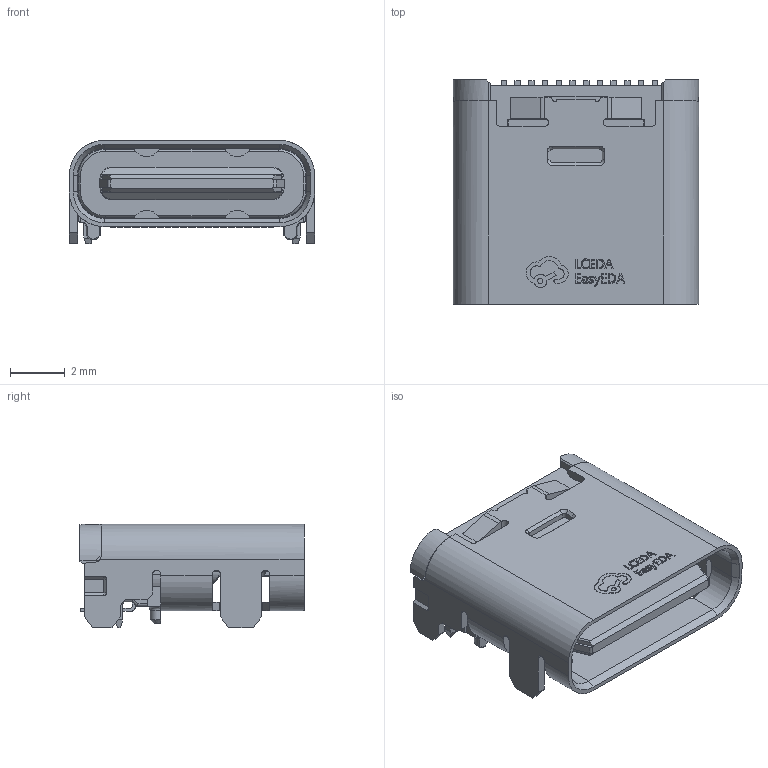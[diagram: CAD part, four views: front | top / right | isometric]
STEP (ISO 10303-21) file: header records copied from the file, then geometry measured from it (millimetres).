
FILE_DESCRIPTION (( 'STEP AP214' ), '1' );
FILE_NAME ('USB-C-SMD_DX07S024JJ3R1300.STEP', '2023-06-09T02:58:35', ( 'PC' ), ( 'Microsoft' ), 'SwSTEP 2.0', 'SolidWorks 2020', '' );
FILE_SCHEMA (( 'AUTOMOTIVE_DESIGN' ));
Length unit declared in the file: millimetre
Products named in the file (1): USB-C-SMD_DX07S024JJ3R1300
Bounding box: 8.94 x 8.17 x 3.78 mm (x, y, z)
Volume: 130.8 mm3; surface area: 464.9 mm2
Topology: 1 solids, 1 shells, 927 faces, 2610 edges, 1697 vertices
Faces by surface type: plane 585, cylinder 187, bspline 122, cone 33
Entity records: 41680 total; most frequent: CARTESIAN_POINT 8549, ORIENTED_EDGE 5204, DIRECTION 4040, EDGE_CURVE 2602, LINE 1886, VECTOR 1886, VERTEX_POINT 1697, AXIS2_PLACEMENT_3D 1077
